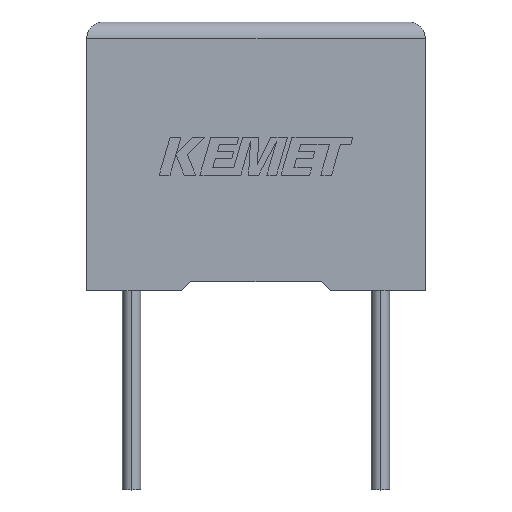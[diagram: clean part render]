
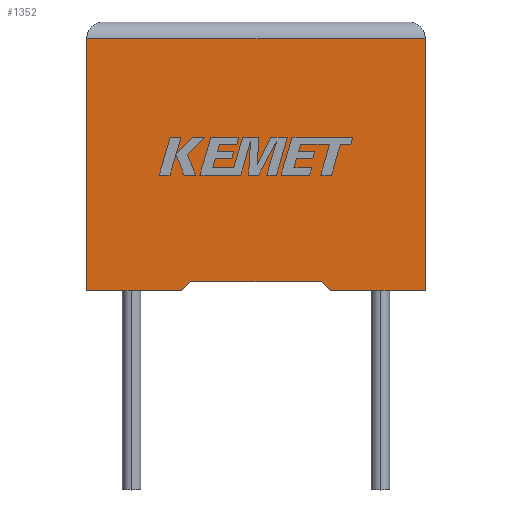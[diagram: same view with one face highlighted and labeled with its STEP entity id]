
A CAD part, top view. The second image highlights one B-rep face of the part: STEP entity #1352.
In plain terms, the highlighted planar face has unit normal (0, 0, 1).
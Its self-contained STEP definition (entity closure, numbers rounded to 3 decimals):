
#11 = DIRECTION ( 'NONE',  ( -0.712, -0.702, 0. ) ) ;
#19 = DIRECTION ( 'NONE',  ( 0., 0., -1. ) ) ;
#70 = EDGE_CURVE ( 'NONE', #1069, #1547, #1052, .T. ) ;
#139 = DIRECTION ( 'NONE',  ( -1., 0., 0. ) ) ;
#163 = PLANE ( 'NONE',  #2130 ) ;
#245 = LINE ( 'NONE', #2123, #1731 ) ;
#374 = LINE ( 'NONE', #427, #2096 ) ;
#416 = CARTESIAN_POINT ( 'NONE',  ( 10.2, 0., 3.1 ) ) ;
#427 = CARTESIAN_POINT ( 'NONE',  ( 0., 7.6, 3.1 ) ) ;
#435 = CARTESIAN_POINT ( 'NONE',  ( 0., 0., 3.1 ) ) ;
#451 = DIRECTION ( 'NONE',  ( 0.712, -0.702, 0. ) ) ;
#515 = EDGE_CURVE ( 'NONE', #1547, #2211, #245, .T. ) ;
#552 = CARTESIAN_POINT ( 'NONE',  ( 10.2, 7.6, 3.1 ) ) ;
#645 = VECTOR ( 'NONE', #2661, 1000. ) ;
#652 = FACE_OUTER_BOUND ( 'NONE', #2424, .T. ) ;
#656 = EDGE_CURVE ( 'NONE', #734, #1231, #2888, .T. ) ;
#668 = LINE ( 'NONE', #1808, #1401 ) ;
#684 = EDGE_CURVE ( 'NONE', #2415, #1657, #668, .T. ) ;
#688 = LINE ( 'NONE', #1226, #2522 ) ;
#734 = VERTEX_POINT ( 'NONE', #884 ) ;
#873 = CARTESIAN_POINT ( 'NONE',  ( 0., 0., 3.1 ) ) ;
#884 = CARTESIAN_POINT ( 'NONE',  ( 7.35, 0., 3.1 ) ) ;
#1052 = LINE ( 'NONE', #1979, #2258 ) ;
#1065 = CARTESIAN_POINT ( 'NONE',  ( 3.133, 0.279, 3.1 ) ) ;
#1069 = VERTEX_POINT ( 'NONE', #2663 ) ;
#1226 = CARTESIAN_POINT ( 'NONE',  ( 7.35, 0., 3.1 ) ) ;
#1231 = VERTEX_POINT ( 'NONE', #416 ) ;
#1244 = DIRECTION ( 'NONE',  ( 1., 0., 0. ) ) ;
#1352 = ADVANCED_FACE ( 'NONE', ( #652 ), #163, .F. ) ;
#1391 = DIRECTION ( 'NONE',  ( 0., 1., 0. ) ) ;
#1401 = VECTOR ( 'NONE', #2795, 1000. ) ;
#1532 = ORIENTED_EDGE ( 'NONE', *, *, #684, .T. ) ;
#1547 = VERTEX_POINT ( 'NONE', #1065 ) ;
#1554 = VECTOR ( 'NONE', #1244, 1000. ) ;
#1565 = EDGE_CURVE ( 'NONE', #1657, #2211, #2980, .T. ) ;
#1657 = VERTEX_POINT ( 'NONE', #435 ) ;
#1731 = VECTOR ( 'NONE', #11, 1000. ) ;
#1740 = ORIENTED_EDGE ( 'NONE', *, *, #656, .T. ) ;
#1804 = ORIENTED_EDGE ( 'NONE', *, *, #2095, .T. ) ;
#1808 = CARTESIAN_POINT ( 'NONE',  ( 0., 0., 3.1 ) ) ;
#1856 = VERTEX_POINT ( 'NONE', #552 ) ;
#1868 = DIRECTION ( 'NONE',  ( -1., 0., 0. ) ) ;
#1886 = DIRECTION ( 'NONE',  ( -1., 0., 0. ) ) ;
#1938 = CARTESIAN_POINT ( 'NONE',  ( 2.85, 0., 3.1 ) ) ;
#1979 = CARTESIAN_POINT ( 'NONE',  ( 5.1, 0.279, 3.1 ) ) ;
#2047 = EDGE_CURVE ( 'NONE', #1856, #2415, #374, .T. ) ;
#2091 = ORIENTED_EDGE ( 'NONE', *, *, #70, .F. ) ;
#2095 = EDGE_CURVE ( 'NONE', #1231, #1856, #2495, .T. ) ;
#2096 = VECTOR ( 'NONE', #1868, 1000. ) ;
#2123 = CARTESIAN_POINT ( 'NONE',  ( 2.85, 0., 3.1 ) ) ;
#2130 = AXIS2_PLACEMENT_3D ( 'NONE', #3051, #19, #1886 ) ;
#2134 = ORIENTED_EDGE ( 'NONE', *, *, #1565, .T. ) ;
#2211 = VERTEX_POINT ( 'NONE', #1938 ) ;
#2258 = VECTOR ( 'NONE', #139, 1000. ) ;
#2373 = CARTESIAN_POINT ( 'NONE',  ( 0., 7.6, 3.1 ) ) ;
#2415 = VERTEX_POINT ( 'NONE', #2373 ) ;
#2418 = EDGE_CURVE ( 'NONE', #1069, #734, #688, .T. ) ;
#2424 = EDGE_LOOP ( 'NONE', ( #1804, #2507, #1532, #2134, #2593, #2091, #2501, #1740 ) ) ;
#2495 = LINE ( 'NONE', #2793, #2636 ) ;
#2501 = ORIENTED_EDGE ( 'NONE', *, *, #2418, .T. ) ;
#2507 = ORIENTED_EDGE ( 'NONE', *, *, #2047, .T. ) ;
#2522 = VECTOR ( 'NONE', #451, 1000. ) ;
#2593 = ORIENTED_EDGE ( 'NONE', *, *, #515, .F. ) ;
#2636 = VECTOR ( 'NONE', #1391, 1000. ) ;
#2661 = DIRECTION ( 'NONE',  ( 1., 0., 0. ) ) ;
#2663 = CARTESIAN_POINT ( 'NONE',  ( 7.067, 0.279, 3.1 ) ) ;
#2674 = CARTESIAN_POINT ( 'NONE',  ( 0., 0., 3.1 ) ) ;
#2793 = CARTESIAN_POINT ( 'NONE',  ( 10.2, 0., 3.1 ) ) ;
#2795 = DIRECTION ( 'NONE',  ( 0., -1., 0. ) ) ;
#2888 = LINE ( 'NONE', #2674, #645 ) ;
#2980 = LINE ( 'NONE', #873, #1554 ) ;
#3051 = CARTESIAN_POINT ( 'NONE',  ( 0., 0., 3.1 ) ) ;
